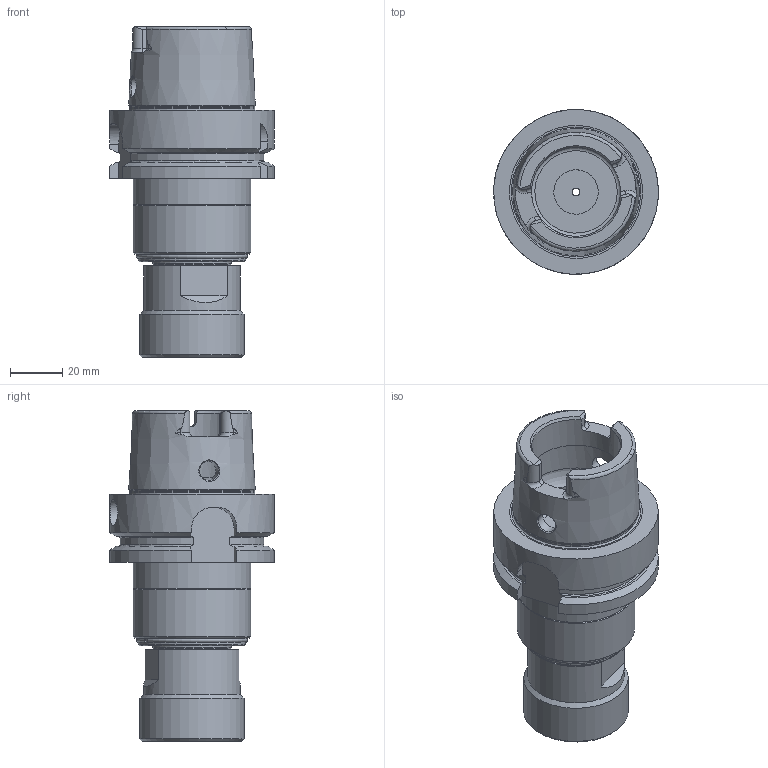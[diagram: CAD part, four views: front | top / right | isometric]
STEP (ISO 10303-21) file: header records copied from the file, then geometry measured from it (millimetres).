
FILE_DESCRIPTION(/* description */ (''),/* implementation_level */ '2;1');
FILE_NAME(/* name */ '256363200.stp',/* time_stamp */ '2020-12-15T10:37:14',/* author */ ('LRA'),/* organization */ ('REGO-FIX'),/* preprocessor_version */ ' Unknown',/* originating_system */ 'SIEMENS PLM Software Solid Edge ST10',/* authorization */ 'Unknown');
FILE_SCHEMA (('AUTOMOTIVE_DESIGN { 1 0 10303 214 2 1 1}'));
Length unit declared in the file: millimetre
Products named in the file (1): NOCUT
Bounding box: 62.99 x 63 x 126.5 mm (x, y, z)
Volume: 152089.7 mm3; surface area: 36054.4 mm2
Topology: 1 solids, 1 shells, 146 faces, 377 edges, 244 vertices
Faces by surface type: plane 55, cylinder 42, cone 28, torus 19, bspline 2
Full cylindrical faces by diameter (mm): 3 x1, 7.5 x2, 8.4 x1, 10 x1, 17 x1, 19 x1, 24 x1, 29.8 x1, 30 x1, 32.744 x1, 34 x2, 37 x2, 40 x2, 41 x1, 45 x2, 48.041 x1, 63 x1
Entity records: 5032 total; most frequent: CARTESIAN_POINT 1768, DIRECTION 671, ORIENTED_EDGE 614, EDGE_CURVE 307, AXIS2_PLACEMENT_3D 288, VERTEX_POINT 228, FACE_BOUND 217, EDGE_LOOP 216
